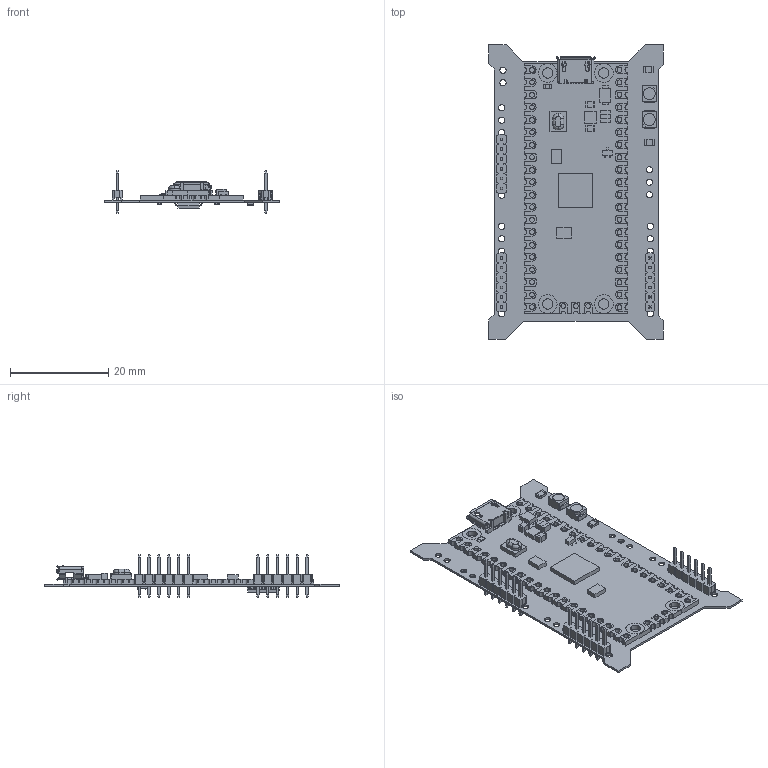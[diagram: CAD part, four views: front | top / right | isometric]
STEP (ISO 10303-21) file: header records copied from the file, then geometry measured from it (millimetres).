
FILE_DESCRIPTION(('Open CASCADE Model'),'2;1');
FILE_NAME('Open CASCADE Shape Model','2024-03-08T07:53:40',('Author'),( 'Open CASCADE'),'Open CASCADE STEP processor 7.5','Open CASCADE 7.5' ,'Unknown');
FILE_SCHEMA(('AUTOMOTIVE_DESIGN { 1 0 10303 214 1 1 1 1 }'));
Length unit declared in the file: millimetre
Products named in the file (29): PCB; Board; Open CASCADE STEP translator 7.5 1.1.1; M1; 6666702432; R3; SMDResistor; R2; R1; J3; 6PinConnector; Open CASCADE STEP translator 7.5 1.6.1.1; Open CASCADE STEP translator 7.5 1.6.1.2; Open CASCADE STEP translator 7.5 1.6.1.3; Open CASCADE STEP translator 7.5 1.6.1.4; Open CASCADE STEP translator 7.5 1.6.1.5; Open CASCADE STEP translator 7.5 1.6.1.6; Open CASCADE STEP translator 7.5 1.6.1.7; J2; J1; I1; 6666701232; D2; 6666708672; D1; 6666701392; C2; GRM155R60J106ME15D; C1
Assembly tree (33 placements, depth 4):
  PCB
    Board
      Open CASCADE STEP translator 7.5 1.1.1
    M1
      6666702432
    R3
      SMDResistor
    R2
      SMDResistor
    R1
      SMDResistor
    J3
      6PinConnector
        Open CASCADE STEP translator 7.5 1.6.1.1
        Open CASCADE STEP translator 7.5 1.6.1.2
        Open CASCADE STEP translator 7.5 1.6.1.3
        Open CASCADE STEP translator 7.5 1.6.1.4
        Open CASCADE STEP translator 7.5 1.6.1.5
        Open CASCADE STEP translator 7.5 1.6.1.6
        Open CASCADE STEP translator 7.5 1.6.1.7
    J2
      6PinConnector
        Open CASCADE STEP translator 7.5 1.6.1.1
        Open CASCADE STEP translator 7.5 1.6.1.2
        Open CASCADE STEP translator 7.5 1.6.1.3
        Open CASCADE STEP translator 7.5 1.6.1.4
        Open CASCADE STEP translator 7.5 1.6.1.5
        Open CASCADE STEP translator 7.5 1.6.1.6
        Open CASCADE STEP translator 7.5 1.6.1.7
    J1
      6PinConnector
        Open CASCADE STEP translator 7.5 1.6.1.1
        Open CASCADE STEP translator 7.5 1.6.1.2
        Open CASCADE STEP translator 7.5 1.6.1.3
        Open CASCADE STEP translator 7.5 1.6.1.4
        Open CASCADE STEP translator 7.5 1.6.1.5
        Open CASCADE STEP translator 7.5 1.6.1.6
        Open CASCADE STEP translator 7.5 1.6.1.7
    I1
      6666701232
    D2
      6666708672
    D1
      6666701392
    C2
      GRM155R60J106ME15D
    C1
      GRM155R60J106ME15D
Bounding box: 35.56 x 59.94 x 8.7 mm (x, y, z)
Volume: 2102.4 mm3; surface area: 8394.2 mm2
Topology: 164 solids, 164 shells, 2768 faces, 6909 edges, 4445 vertices
Faces by surface type: plane 2043, cylinder 681, sphere 24, cone 10, torus 6, revolution 4
Full cylindrical faces by diameter (mm): 1.27 x29
Entity records: 69238 total; most frequent: CARTESIAN_POINT 11834, DIRECTION 11634, ORIENTED_EDGE 11370, EDGE_CURVE 5685, LINE 4320, VECTOR 4320, VERTEX_POINT 3685, AXIS2_PLACEMENT_3D 3655
